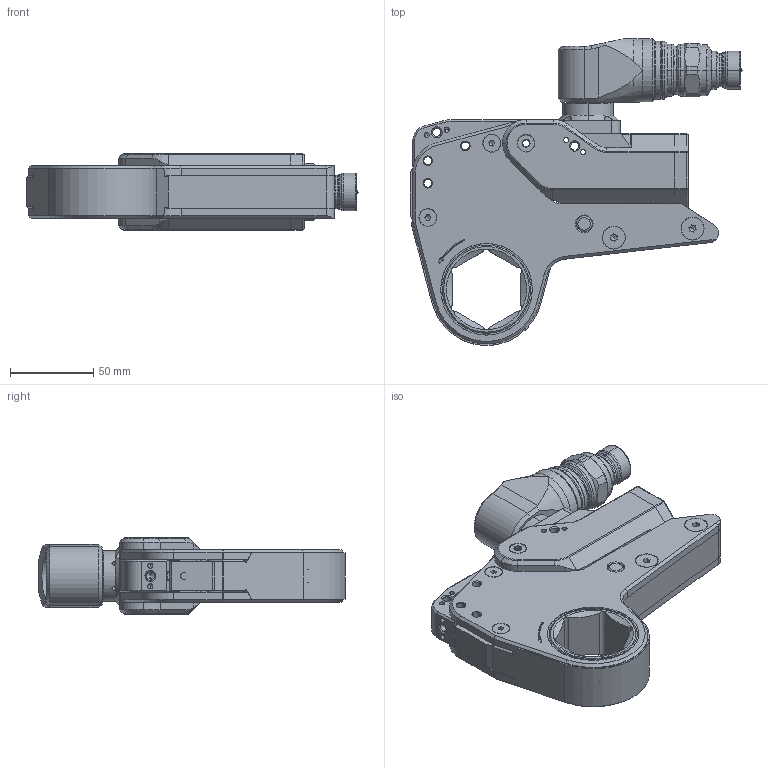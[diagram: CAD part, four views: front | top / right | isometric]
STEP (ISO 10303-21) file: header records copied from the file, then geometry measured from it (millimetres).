
FILE_DESCRIPTION (( 'STEP AP214' ), '1' );
FILE_NAME ('TFX.02110.1.000.STEP', '2023-10-23T10:23:38', ( '' ), ( '' ), 'SwSTEP 2.0', 'SolidWorks 2023', '' );
FILE_SCHEMA (( 'AUTOMOTIVE_DESIGN' ));
Length unit declared in the file: millimetre
Products named in the file (15): RTX-02-SHROUDS_TFX.02004.0.027; TFX02 ToolFit - PowerHead [CoAx]; TFX.02000.0.004B_No Engraving; TFX.02000.0.008A_TFX.02004.0.020; STP.00001.0.024A_SCHCSCREW 0.19-32x0.75x0.75-HX-N; RTX-02 BUSHES_RTX-02 #4 Installed Bush; RTX-02-SIDEPLATES RH #1 to #8 [RevB]_RTX.02004.0.021; TFX.02000.0.007A_TFX.02004.1.001; RTX-02 SIDEPLATE ASSY [RH ONLY]_RTX.02004.1.002; TFX.02000.0.009A_TFX.02000.0.010; TFX-02 REACTION BLOCK SPACER_TFX.02004.0.023; TFX02 ToolFit - Ratchets_RTX.02110.0.001; TFX.02110.1.000; TFX-02 REACTION PAWLS_TFX.02004.0.026; STP.00001.0.012A_STP.00001.0.012A
Assembly tree (21 placements, depth 3):
  TFX.02110.1.000
    TFX.02000.0.007A_TFX.02004.1.001
      TFX.02000.0.008A_TFX.02004.0.020
      RTX-02 BUSHES_RTX-02 #4 Installed Bush
    TFX.02000.0.004B_No Engraving
    TFX-02 REACTION BLOCK SPACER_TFX.02004.0.023
    TFX-02 REACTION PAWLS_TFX.02004.0.026
    RTX-02-SHROUDS_TFX.02004.0.027
    RTX-02 SIDEPLATE ASSY [RH ONLY]_RTX.02004.1.002
      RTX-02-SIDEPLATES RH #1 to #8 [RevB]_RTX.02004.0.021
      RTX-02 BUSHES_RTX-02 #4 Installed Bush
    TFX02 ToolFit - Ratchets_RTX.02110.0.001
    TFX.02000.0.009A_TFX.02000.0.010
    STP.00001.0.012A_STP.00001.0.012A  x4
    STP.00001.0.024A_SCHCSCREW 0.19-32x0.75x0.75-HX-N  x4
    TFX02 ToolFit - PowerHead [CoAx]
Bounding box: 199.54 x 184.35 x 45.95 mm (x, y, z)
Volume: 212441.5 mm3; surface area: 148106.4 mm2
Topology: 18 solids, 48 shells, 1420 faces, 3842 edges, 2436 vertices
Faces by surface type: plane 530, cylinder 433, cone 352, torus 69, bspline 33, sphere 3
Entity records: 45461 total; most frequent: CARTESIAN_POINT 13031, DIRECTION 6785, ORIENTED_EDGE 6504, EDGE_CURVE 3450, AXIS2_PLACEMENT_3D 2562, VERTEX_POINT 2242, VECTOR 1661, LINE 1661
